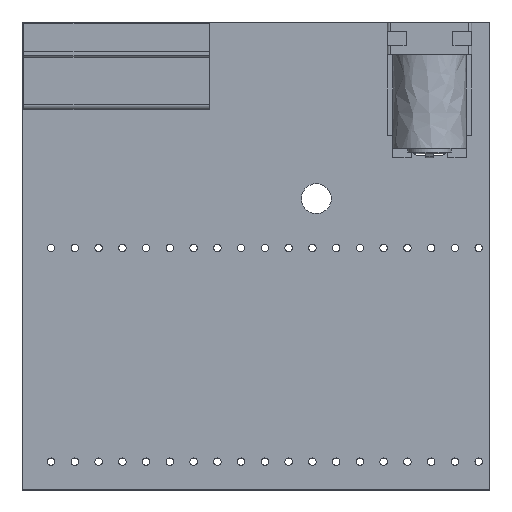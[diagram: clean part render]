
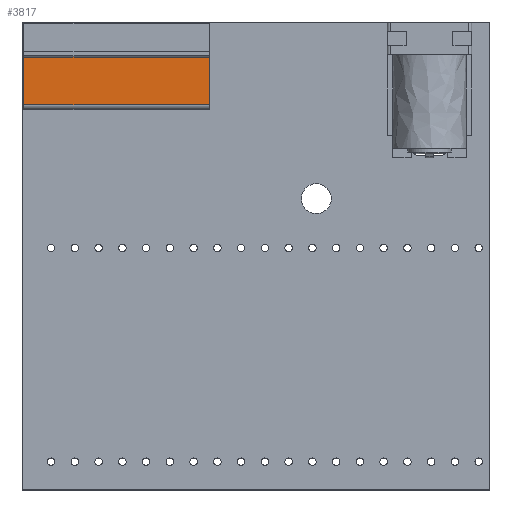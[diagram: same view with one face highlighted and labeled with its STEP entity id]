
A CAD part, top view. The second image highlights one B-rep face of the part: STEP entity #3817.
In plain terms, the highlighted free-form (B-spline) face has degree [1, 1] with [2, 2] control points.
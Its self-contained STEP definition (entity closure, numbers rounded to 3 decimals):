
#788 = B_SPLINE_SURFACE_WITH_KNOTS('',1,1,(
    (#789,#790)
    ,(#791,#792
    )),.UNSPECIFIED.,.F.,.F.,.F.,(2,2),(2,2),(-7.,0.2),(-5.8,3.4),
  .PIECEWISE_BEZIER_KNOTS.);
#789 = CARTESIAN_POINT('',(3.5,18.2,1.51));
#790 = CARTESIAN_POINT('',(3.5,9.,1.51));
#791 = CARTESIAN_POINT('',(10.7,18.2,1.51));
#792 = CARTESIAN_POINT('',(10.7,9.,1.51));
#836 = B_SPLINE_SURFACE_WITH_KNOTS('',1,1,(
    (#837,#838)
    ,(#839,#840
    )),.UNSPECIFIED.,.F.,.F.,.F.,(2,2),(2,2),(-7.,0.2),(-3.4,5.8),
  .PIECEWISE_BEZIER_KNOTS.);
#837 = CARTESIAN_POINT('',(3.5,9.,21.35));
#838 = CARTESIAN_POINT('',(3.5,18.2,21.35));
#839 = CARTESIAN_POINT('',(10.7,9.,21.35));
#840 = CARTESIAN_POINT('',(10.7,18.2,21.35));
#3294 = ( BOUNDED_SURFACE() B_SPLINE_SURFACE(2,1,(
    (#3295,#3296)
    ,(#3297,#3298)
    ,(#3299,#3300
)),.UNSPECIFIED.,.F.,.F.,.F.) B_SPLINE_SURFACE_WITH_KNOTS((3,3),(2,2),(
    0.,1.571),(11.43,31.27),.PIECEWISE_BEZIER_KNOTS.) 
GEOMETRIC_REPRESENTATION_ITEM() RATIONAL_B_SPLINE_SURFACE((
    (1.,1.)
    ,(0.707,0.707)
,(1.,1.))) REPRESENTATION_ITEM('') SURFACE() );
#3295 = CARTESIAN_POINT('',(10.7,12.4,1.51));
#3296 = CARTESIAN_POINT('',(10.7,12.4,21.35));
#3297 = CARTESIAN_POINT('',(10.7,12.6,1.51));
#3298 = CARTESIAN_POINT('',(10.7,12.6,21.35));
#3299 = CARTESIAN_POINT('',(10.5,12.6,1.51));
#3300 = CARTESIAN_POINT('',(10.5,12.6,21.35));
#3331 = VERTEX_POINT('',#3332);
#3332 = CARTESIAN_POINT('',(10.5,12.6,1.51));
#3353 = EDGE_CURVE('',#3331,#3354,#3356,.T.);
#3354 = VERTEX_POINT('',#3355);
#3355 = CARTESIAN_POINT('',(10.5,12.6,21.35));
#3356 = SURFACE_CURVE('',#3357,(#3360,#3367),.PCURVE_S1.);
#3357 = B_SPLINE_CURVE_WITH_KNOTS('',1,(#3358,#3359),.UNSPECIFIED.,.F.,
  .F.,(2,2),(11.43,31.27),.PIECEWISE_BEZIER_KNOTS.);
#3358 = CARTESIAN_POINT('',(10.5,12.6,1.51));
#3359 = CARTESIAN_POINT('',(10.5,12.6,21.35));
#3360 = PCURVE('',#3294,#3361);
#3361 = DEFINITIONAL_REPRESENTATION('',(#3362),#3366);
#3362 = B_SPLINE_CURVE_WITH_KNOTS('',2,(#3363,#3364,#3365),
  .UNSPECIFIED.,.F.,.F.,(3,3),(11.43,31.27),.PIECEWISE_BEZIER_KNOTS.);
#3363 = CARTESIAN_POINT('',(1.571,11.43));
#3364 = CARTESIAN_POINT('',(1.571,21.35));
#3365 = CARTESIAN_POINT('',(1.571,31.27));
#3366 = ( GEOMETRIC_REPRESENTATION_CONTEXT(2) 
PARAMETRIC_REPRESENTATION_CONTEXT() REPRESENTATION_CONTEXT('2D SPACE',''
  ) );
#3367 = PCURVE('',#3368,#3373);
#3368 = B_SPLINE_SURFACE_WITH_KNOTS('',1,1,(
    (#3369,#3370)
    ,(#3371,#3372
    )),.UNSPECIFIED.,.F.,.F.,.F.,(2,2),(2,2),(-31.27,-11.43),(0.,5.1),
  .PIECEWISE_BEZIER_KNOTS.);
#3369 = CARTESIAN_POINT('',(10.5,12.6,21.35));
#3370 = CARTESIAN_POINT('',(10.5,17.7,21.35));
#3371 = CARTESIAN_POINT('',(10.5,12.6,1.51));
#3372 = CARTESIAN_POINT('',(10.5,17.7,1.51));
#3373 = DEFINITIONAL_REPRESENTATION('',(#3374),#3377);
#3374 = B_SPLINE_CURVE_WITH_KNOTS('',1,(#3375,#3376),.UNSPECIFIED.,.F.,
  .F.,(2,2),(11.43,31.27),.PIECEWISE_BEZIER_KNOTS.);
#3375 = CARTESIAN_POINT('',(-11.43,0.));
#3376 = CARTESIAN_POINT('',(-31.27,0.));
#3377 = ( GEOMETRIC_REPRESENTATION_CONTEXT(2) 
PARAMETRIC_REPRESENTATION_CONTEXT() REPRESENTATION_CONTEXT('2D SPACE',''
  ) );
#3478 = EDGE_CURVE('',#3354,#3479,#3481,.T.);
#3479 = VERTEX_POINT('',#3480);
#3480 = CARTESIAN_POINT('',(10.5,17.7,21.35));
#3481 = SURFACE_CURVE('',#3482,(#3485,#3491),.PCURVE_S1.);
#3482 = B_SPLINE_CURVE_WITH_KNOTS('',1,(#3483,#3484),.UNSPECIFIED.,.F.,
  .F.,(2,2),(0.,5.1),.PIECEWISE_BEZIER_KNOTS.);
#3483 = CARTESIAN_POINT('',(10.5,12.6,21.35));
#3484 = CARTESIAN_POINT('',(10.5,17.7,21.35));
#3485 = PCURVE('',#836,#3486);
#3486 = DEFINITIONAL_REPRESENTATION('',(#3487),#3490);
#3487 = B_SPLINE_CURVE_WITH_KNOTS('',1,(#3488,#3489),.UNSPECIFIED.,.F.,
  .F.,(2,2),(0.,5.1),.PIECEWISE_BEZIER_KNOTS.);
#3488 = CARTESIAN_POINT('',(0.,0.2));
#3489 = CARTESIAN_POINT('',(0.,5.3));
#3490 = ( GEOMETRIC_REPRESENTATION_CONTEXT(2) 
PARAMETRIC_REPRESENTATION_CONTEXT() REPRESENTATION_CONTEXT('2D SPACE',''
  ) );
#3491 = PCURVE('',#3368,#3492);
#3492 = DEFINITIONAL_REPRESENTATION('',(#3493),#3496);
#3493 = B_SPLINE_CURVE_WITH_KNOTS('',1,(#3494,#3495),.UNSPECIFIED.,.F.,
  .F.,(2,2),(0.,5.1),.PIECEWISE_BEZIER_KNOTS.);
#3494 = CARTESIAN_POINT('',(-31.27,0.));
#3495 = CARTESIAN_POINT('',(-31.27,5.1));
#3496 = ( GEOMETRIC_REPRESENTATION_CONTEXT(2) 
PARAMETRIC_REPRESENTATION_CONTEXT() REPRESENTATION_CONTEXT('2D SPACE',''
  ) );
#3514 = ( BOUNDED_SURFACE() B_SPLINE_SURFACE(2,1,(
    (#3515,#3516)
    ,(#3517,#3518)
    ,(#3519,#3520
)),.UNSPECIFIED.,.F.,.F.,.F.) B_SPLINE_SURFACE_WITH_KNOTS((3,3),(2,2),(
    0.,1.571),(11.43,31.27),.PIECEWISE_BEZIER_KNOTS.) 
GEOMETRIC_REPRESENTATION_ITEM() RATIONAL_B_SPLINE_SURFACE((
    (1.,1.)
    ,(0.707,0.707)
,(1.,1.))) REPRESENTATION_ITEM('') SURFACE() );
#3515 = CARTESIAN_POINT('',(10.5,17.7,1.51));
#3516 = CARTESIAN_POINT('',(10.5,17.7,21.35));
#3517 = CARTESIAN_POINT('',(10.5,18.2,1.51));
#3518 = CARTESIAN_POINT('',(10.5,18.2,21.35));
#3519 = CARTESIAN_POINT('',(10.,18.2,1.51));
#3520 = CARTESIAN_POINT('',(10.,18.2,21.35));
#3817 = ADVANCED_FACE('',(#3818),#3368,.T.);
#3818 = FACE_BOUND('',#3819,.T.);
#3819 = EDGE_LOOP('',(#3820,#3821,#3841,#3860));
#3820 = ORIENTED_EDGE('',*,*,#3353,.F.);
#3821 = ORIENTED_EDGE('',*,*,#3822,.T.);
#3822 = EDGE_CURVE('',#3331,#3823,#3825,.T.);
#3823 = VERTEX_POINT('',#3824);
#3824 = CARTESIAN_POINT('',(10.5,17.7,1.51));
#3825 = SURFACE_CURVE('',#3826,(#3829,#3835),.PCURVE_S1.);
#3826 = B_SPLINE_CURVE_WITH_KNOTS('',1,(#3827,#3828),.UNSPECIFIED.,.F.,
  .F.,(2,2),(0.,5.1),.PIECEWISE_BEZIER_KNOTS.);
#3827 = CARTESIAN_POINT('',(10.5,12.6,1.51));
#3828 = CARTESIAN_POINT('',(10.5,17.7,1.51));
#3829 = PCURVE('',#3368,#3830);
#3830 = DEFINITIONAL_REPRESENTATION('',(#3831),#3834);
#3831 = B_SPLINE_CURVE_WITH_KNOTS('',1,(#3832,#3833),.UNSPECIFIED.,.F.,
  .F.,(2,2),(0.,5.1),.PIECEWISE_BEZIER_KNOTS.);
#3832 = CARTESIAN_POINT('',(-11.43,0.));
#3833 = CARTESIAN_POINT('',(-11.43,5.1));
#3834 = ( GEOMETRIC_REPRESENTATION_CONTEXT(2) 
PARAMETRIC_REPRESENTATION_CONTEXT() REPRESENTATION_CONTEXT('2D SPACE',''
  ) );
#3835 = PCURVE('',#788,#3836);
#3836 = DEFINITIONAL_REPRESENTATION('',(#3837),#3840);
#3837 = B_SPLINE_CURVE_WITH_KNOTS('',1,(#3838,#3839),.UNSPECIFIED.,.F.,
  .F.,(2,2),(0.,5.1),.PIECEWISE_BEZIER_KNOTS.);
#3838 = CARTESIAN_POINT('',(0.,-0.2));
#3839 = CARTESIAN_POINT('',(0.,-5.3));
#3840 = ( GEOMETRIC_REPRESENTATION_CONTEXT(2) 
PARAMETRIC_REPRESENTATION_CONTEXT() REPRESENTATION_CONTEXT('2D SPACE',''
  ) );
#3841 = ORIENTED_EDGE('',*,*,#3842,.T.);
#3842 = EDGE_CURVE('',#3823,#3479,#3843,.T.);
#3843 = SURFACE_CURVE('',#3844,(#3847,#3853),.PCURVE_S1.);
#3844 = B_SPLINE_CURVE_WITH_KNOTS('',1,(#3845,#3846),.UNSPECIFIED.,.F.,
  .F.,(2,2),(11.43,31.27),.PIECEWISE_BEZIER_KNOTS.);
#3845 = CARTESIAN_POINT('',(10.5,17.7,1.51));
#3846 = CARTESIAN_POINT('',(10.5,17.7,21.35));
#3847 = PCURVE('',#3368,#3848);
#3848 = DEFINITIONAL_REPRESENTATION('',(#3849),#3852);
#3849 = B_SPLINE_CURVE_WITH_KNOTS('',1,(#3850,#3851),.UNSPECIFIED.,.F.,
  .F.,(2,2),(11.43,31.27),.PIECEWISE_BEZIER_KNOTS.);
#3850 = CARTESIAN_POINT('',(-11.43,5.1));
#3851 = CARTESIAN_POINT('',(-31.27,5.1));
#3852 = ( GEOMETRIC_REPRESENTATION_CONTEXT(2) 
PARAMETRIC_REPRESENTATION_CONTEXT() REPRESENTATION_CONTEXT('2D SPACE',''
  ) );
#3853 = PCURVE('',#3514,#3854);
#3854 = DEFINITIONAL_REPRESENTATION('',(#3855),#3859);
#3855 = B_SPLINE_CURVE_WITH_KNOTS('',2,(#3856,#3857,#3858),
  .UNSPECIFIED.,.F.,.F.,(3,3),(11.43,31.27),.PIECEWISE_BEZIER_KNOTS.);
#3856 = CARTESIAN_POINT('',(0.,11.43));
#3857 = CARTESIAN_POINT('',(0.,21.35));
#3858 = CARTESIAN_POINT('',(0.,31.27));
#3859 = ( GEOMETRIC_REPRESENTATION_CONTEXT(2) 
PARAMETRIC_REPRESENTATION_CONTEXT() REPRESENTATION_CONTEXT('2D SPACE',''
  ) );
#3860 = ORIENTED_EDGE('',*,*,#3478,.F.);
